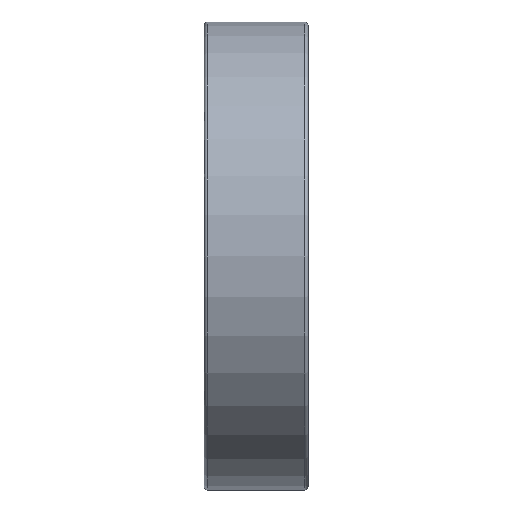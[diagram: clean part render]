
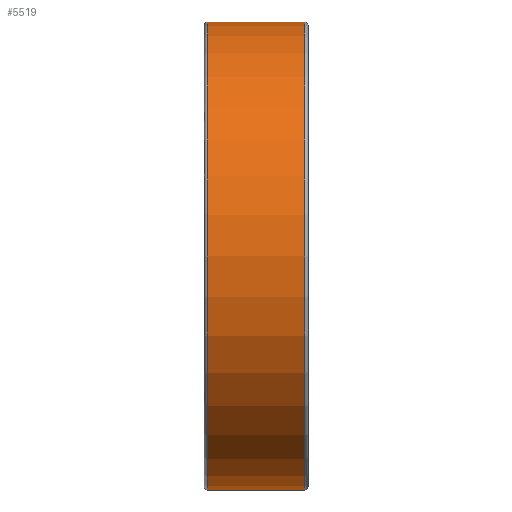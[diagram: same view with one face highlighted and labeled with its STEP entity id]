
A CAD part, front view. The second image highlights one B-rep face of the part: STEP entity #5519.
In plain terms, the highlighted cylindrical face has radius 45 mm (diameter 90 mm), a partial arc.
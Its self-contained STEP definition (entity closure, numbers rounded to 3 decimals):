
#210 = ORIENTED_EDGE ( 'NONE', *, *, #3143, .F. ) ;
#440 = VECTOR ( 'NONE', #9127, 1000. ) ;
#715 = EDGE_CURVE ( 'NONE', #1770, #6656, #2028, .T. ) ;
#1317 = CARTESIAN_POINT ( 'NONE',  ( -9.4, 0., 45. ) ) ;
#1320 = CARTESIAN_POINT ( 'NONE',  ( -20.637, 0., -45. ) ) ;
#1494 = VECTOR ( 'NONE', #4979, 1000. ) ;
#1770 = VERTEX_POINT ( 'NONE', #1317 ) ;
#2028 = CIRCLE ( 'NONE', #7317, 45. ) ;
#2305 = CARTESIAN_POINT ( 'NONE',  ( 9.4, 0., 0. ) ) ;
#2347 = DIRECTION ( 'NONE',  ( 1., 0., 0. ) ) ;
#2924 = CARTESIAN_POINT ( 'NONE',  ( 9.4, 0., 45. ) ) ;
#3143 = EDGE_CURVE ( 'NONE', #7800, #5531, #5506, .T. ) ;
#3763 = AXIS2_PLACEMENT_3D ( 'NONE', #7019, #4141, #9104 ) ;
#4141 = DIRECTION ( 'NONE',  ( 1., 0., 0. ) ) ;
#4979 = DIRECTION ( 'NONE',  ( 1., 0., 0. ) ) ;
#5187 = DIRECTION ( 'NONE',  ( 0., 0., -1. ) ) ;
#5298 = CARTESIAN_POINT ( 'NONE',  ( -9.4, 0., -45. ) ) ;
#5506 = CIRCLE ( 'NONE', #6711, 45. ) ;
#5519 = ADVANCED_FACE ( 'NONE', ( #6974 ), #6228, .T. ) ;
#5531 = VERTEX_POINT ( 'NONE', #6270 ) ;
#6228 = CYLINDRICAL_SURFACE ( 'NONE', #3763, 45. ) ;
#6250 = CARTESIAN_POINT ( 'NONE',  ( -20.637, 0., 45. ) ) ;
#6268 = EDGE_CURVE ( 'NONE', #6656, #5531, #6649, .T. ) ;
#6270 = CARTESIAN_POINT ( 'NONE',  ( 9.4, 0., -45. ) ) ;
#6382 = DIRECTION ( 'NONE',  ( 1., 0., 0. ) ) ;
#6649 = LINE ( 'NONE', #1320, #1494 ) ;
#6656 = VERTEX_POINT ( 'NONE', #5298 ) ;
#6711 = AXIS2_PLACEMENT_3D ( 'NONE', #2305, #2347, #5187 ) ;
#6761 = EDGE_CURVE ( 'NONE', #1770, #7800, #6997, .T. ) ;
#6974 = FACE_OUTER_BOUND ( 'NONE', #7110, .T. ) ;
#6997 = LINE ( 'NONE', #6250, #440 ) ;
#7019 = CARTESIAN_POINT ( 'NONE',  ( -20.637, 0., 0. ) ) ;
#7110 = EDGE_LOOP ( 'NONE', ( #8148, #7139, #7524, #210 ) ) ;
#7139 = ORIENTED_EDGE ( 'NONE', *, *, #715, .T. ) ;
#7317 = AXIS2_PLACEMENT_3D ( 'NONE', #7753, #6382, #8509 ) ;
#7524 = ORIENTED_EDGE ( 'NONE', *, *, #6268, .T. ) ;
#7753 = CARTESIAN_POINT ( 'NONE',  ( -9.4, 0., 0. ) ) ;
#7800 = VERTEX_POINT ( 'NONE', #2924 ) ;
#8148 = ORIENTED_EDGE ( 'NONE', *, *, #6761, .F. ) ;
#8509 = DIRECTION ( 'NONE',  ( 0., 0., -1. ) ) ;
#9104 = DIRECTION ( 'NONE',  ( 0., 0., -1. ) ) ;
#9127 = DIRECTION ( 'NONE',  ( 1., 0., 0. ) ) ;
